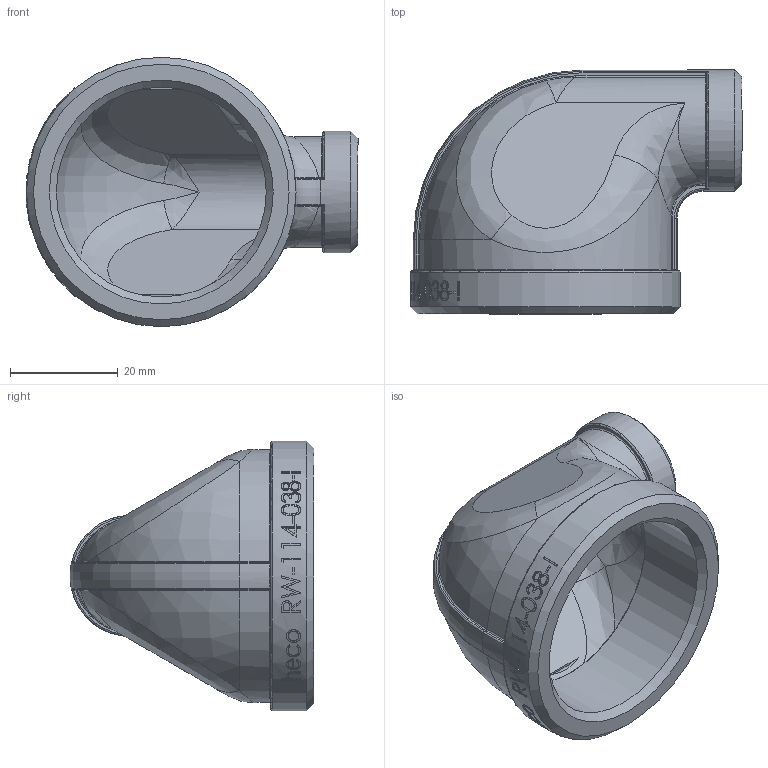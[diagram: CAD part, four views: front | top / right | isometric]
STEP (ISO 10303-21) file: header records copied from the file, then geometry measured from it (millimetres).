
FILE_DESCRIPTION (( 'STEP AP214' ), '1' );
FILE_NAME ('heco_RW-114-038-I.STEP', '2016-06-30T11:31:22', ( '' ), ( '' ), 'SwSTEP 2.0', 'SolidWorks 2011', '' );
FILE_SCHEMA (( 'AUTOMOTIVE_DESIGN' ));
Length unit declared in the file: millimetre
Products named in the file (1): heco_RW-114-038-I
Bounding box: 61.6 x 45.24 x 50 mm (x, y, z)
Volume: 20255.6 mm3; surface area: 13998.3 mm2
Topology: 1 solids, 1 shells, 318 faces, 793 edges, 490 vertices
Faces by surface type: bspline 135, plane 81, cylinder 62, torus 26, sphere 8, cone 6
Full cylindrical faces by diameter (mm): 14.95 x1, 22.5 x1, 38.952 x1, 50 x1
Entity records: 26238 total; most frequent: CARTESIAN_POINT 17945, ORIENTED_EDGE 1528, DIRECTION 908, EDGE_CURVE 764, VERTEX_POINT 486, B_SPLINE_CURVE_WITH_KNOTS 410, AXIS2_PLACEMENT_3D 378, EDGE_LOOP 358
